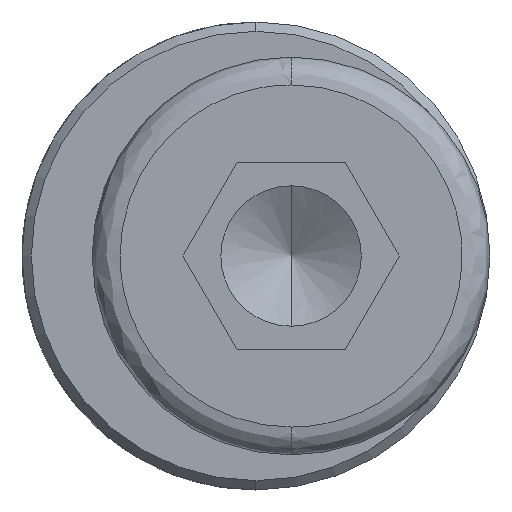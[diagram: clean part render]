
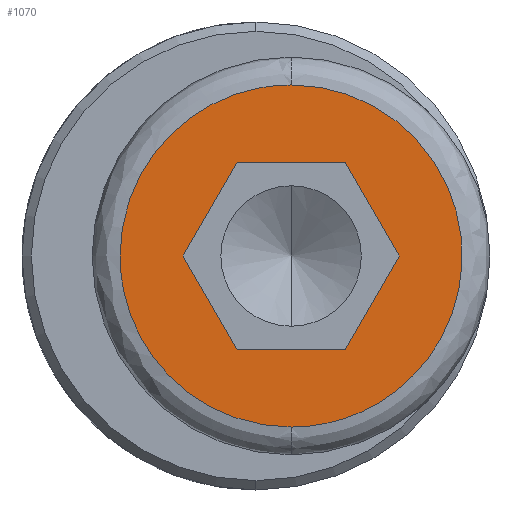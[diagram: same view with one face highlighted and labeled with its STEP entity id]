
A CAD part, left-side view. The second image highlights one B-rep face of the part: STEP entity #1070.
In plain terms, the highlighted planar face has unit normal (-1, 0, 0).
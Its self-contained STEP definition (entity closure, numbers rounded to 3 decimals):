
#7 = CARTESIAN_POINT ( 'NONE',  ( -5., -2.309, 0. ) ) ;
#28 = CARTESIAN_POINT ( 'NONE',  ( -5., -7.31, -3.655 ) ) ;
#64 = CARTESIAN_POINT ( 'NONE',  ( -5., 1.155, -2. ) ) ;
#73 = VERTEX_POINT ( 'NONE', #393 ) ;
#109 = EDGE_CURVE ( 'NONE', #1088, #73, #274, .T. ) ;
#123 = LINE ( 'NONE', #7, #949 ) ;
#140 = DIRECTION ( 'NONE',  ( 0., -1., 0. ) ) ;
#151 = ORIENTED_EDGE ( 'NONE', *, *, #993, .F. ) ;
#154 = CARTESIAN_POINT ( 'NONE',  ( -5., 0., 3.655 ) ) ;
#167 = EDGE_CURVE ( 'NONE', #762, #1027, #543, .T. ) ;
#260 =( BOUNDED_CURVE ( )  B_SPLINE_CURVE ( 3, ( #1189, #756, #477, #1183 ),
 .UNSPECIFIED., .F., .F. ) 
 B_SPLINE_CURVE_WITH_KNOTS ( ( 4, 4 ),
 ( 0., 1. ),
 .UNSPECIFIED. ) 
 CURVE ( )  GEOMETRIC_REPRESENTATION_ITEM ( )  RATIONAL_B_SPLINE_CURVE ( ( 1., 0.805, 0.805, 1. ) ) 
 REPRESENTATION_ITEM ( '' )  );
#273 = EDGE_CURVE ( 'NONE', #1381, #1088, #1135, .T. ) ;
#274 = LINE ( 'NONE', #514, #663 ) ;
#281 = DIRECTION ( 'NONE',  ( 0., -0.5, -0.866 ) ) ;
#304 = VERTEX_POINT ( 'NONE', #551 ) ;
#308 = ORIENTED_EDGE ( 'NONE', *, *, #273, .T. ) ;
#329 = VECTOR ( 'NONE', #1029, 1000. ) ;
#365 = FACE_BOUND ( 'NONE', #518, .T. ) ;
#374 = CARTESIAN_POINT ( 'NONE',  ( -5., 1.827, 0. ) ) ;
#393 = CARTESIAN_POINT ( 'NONE',  ( -5., -2.309, 0. ) ) ;
#411 = EDGE_LOOP ( 'NONE', ( #151, #1105, #910 ) ) ;
#413 = ORIENTED_EDGE ( 'NONE', *, *, #811, .T. ) ;
#440 = EDGE_CURVE ( 'NONE', #678, #1232, #502, .T. ) ;
#455 = CARTESIAN_POINT ( 'NONE',  ( -5., 0., 3.655 ) ) ;
#467 = LINE ( 'NONE', #558, #1373 ) ;
#477 = CARTESIAN_POINT ( 'NONE',  ( -5., 3.655, -2.141 ) ) ;
#481 = FACE_OUTER_BOUND ( 'NONE', #411, .T. ) ;
#502 = LINE ( 'NONE', #1445, #844 ) ;
#513 = AXIS2_PLACEMENT_3D ( 'NONE', #374, #1225, #140 ) ;
#514 = CARTESIAN_POINT ( 'NONE',  ( -5., -1.155, 2. ) ) ;
#518 = EDGE_LOOP ( 'NONE', ( #1338, #308, #1464, #413, #1223, #1201 ) ) ;
#534 = CARTESIAN_POINT ( 'NONE',  ( -5., 1.827, 2. ) ) ;
#543 =( BOUNDED_CURVE ( )  B_SPLINE_CURVE ( 3, ( #154, #750, #28, #1458 ),
 .UNSPECIFIED., .F., .F. ) 
 B_SPLINE_CURVE_WITH_KNOTS ( ( 4, 4 ),
 ( 0., 1. ),
 .UNSPECIFIED. ) 
 CURVE ( )  GEOMETRIC_REPRESENTATION_ITEM ( )  RATIONAL_B_SPLINE_CURVE ( ( 1., 0.333, 0.333, 1. ) ) 
 REPRESENTATION_ITEM ( '' )  );
#551 = CARTESIAN_POINT ( 'NONE',  ( -5., 3.655, 0. ) ) ;
#558 = CARTESIAN_POINT ( 'NONE',  ( -5., 2.309, 0. ) ) ;
#563 = DIRECTION ( 'NONE',  ( 0., 0.5, 0.866 ) ) ;
#564 = VECTOR ( 'NONE', #563, 1000. ) ;
#633 = EDGE_CURVE ( 'NONE', #976, #1381, #467, .T. ) ;
#640 = EDGE_CURVE ( 'NONE', #304, #762, #651, .T. ) ;
#651 =( BOUNDED_CURVE ( )  B_SPLINE_CURVE ( 3, ( #1292, #824, #945, #1169 ),
 .UNSPECIFIED., .F., .F. ) 
 B_SPLINE_CURVE_WITH_KNOTS ( ( 4, 4 ),
 ( 0., 1. ),
 .UNSPECIFIED. ) 
 CURVE ( )  GEOMETRIC_REPRESENTATION_ITEM ( )  RATIONAL_B_SPLINE_CURVE ( ( 1., 0.805, 0.805, 1. ) ) 
 REPRESENTATION_ITEM ( '' )  );
#663 = VECTOR ( 'NONE', #281, 1000. ) ;
#678 = VERTEX_POINT ( 'NONE', #1395 ) ;
#707 = DIRECTION ( 'NONE',  ( 0., -0.5, 0.866 ) ) ;
#750 = CARTESIAN_POINT ( 'NONE',  ( -5., -7.31, 3.655 ) ) ;
#756 = CARTESIAN_POINT ( 'NONE',  ( -5., 2.141, -3.655 ) ) ;
#762 = VERTEX_POINT ( 'NONE', #455 ) ;
#811 = EDGE_CURVE ( 'NONE', #73, #678, #123, .T. ) ;
#824 = CARTESIAN_POINT ( 'NONE',  ( -5., 3.655, 2.141 ) ) ;
#842 = DIRECTION ( 'NONE',  ( 0., 1., 0. ) ) ;
#844 = VECTOR ( 'NONE', #842, 1000. ) ;
#907 = CARTESIAN_POINT ( 'NONE',  ( -5., 1.155, 2. ) ) ;
#910 = ORIENTED_EDGE ( 'NONE', *, *, #640, .F. ) ;
#945 = CARTESIAN_POINT ( 'NONE',  ( -5., 2.141, 3.655 ) ) ;
#949 = VECTOR ( 'NONE', #959, 1000. ) ;
#953 = PLANE ( 'NONE',  #513 ) ;
#959 = DIRECTION ( 'NONE',  ( 0., 0.5, -0.866 ) ) ;
#976 = VERTEX_POINT ( 'NONE', #1411 ) ;
#993 = EDGE_CURVE ( 'NONE', #1027, #304, #260, .T. ) ;
#1027 = VERTEX_POINT ( 'NONE', #1308 ) ;
#1029 = DIRECTION ( 'NONE',  ( 0., -1., 0. ) ) ;
#1070 = ADVANCED_FACE ( 'NONE', ( #481, #365 ), #953, .T. ) ;
#1083 = CARTESIAN_POINT ( 'NONE',  ( -5., -1.155, 2. ) ) ;
#1088 = VERTEX_POINT ( 'NONE', #1083 ) ;
#1105 = ORIENTED_EDGE ( 'NONE', *, *, #167, .F. ) ;
#1135 = LINE ( 'NONE', #534, #329 ) ;
#1169 = CARTESIAN_POINT ( 'NONE',  ( -5., 0., 3.655 ) ) ;
#1183 = CARTESIAN_POINT ( 'NONE',  ( -5., 3.655, 0. ) ) ;
#1189 = CARTESIAN_POINT ( 'NONE',  ( -5., 0., -3.655 ) ) ;
#1201 = ORIENTED_EDGE ( 'NONE', *, *, #1254, .T. ) ;
#1223 = ORIENTED_EDGE ( 'NONE', *, *, #440, .T. ) ;
#1225 = DIRECTION ( 'NONE',  ( -1., 0., 0. ) ) ;
#1232 = VERTEX_POINT ( 'NONE', #64 ) ;
#1254 = EDGE_CURVE ( 'NONE', #1232, #976, #1382, .T. ) ;
#1292 = CARTESIAN_POINT ( 'NONE',  ( -5., 3.655, 0. ) ) ;
#1308 = CARTESIAN_POINT ( 'NONE',  ( -5., 0., -3.655 ) ) ;
#1338 = ORIENTED_EDGE ( 'NONE', *, *, #633, .T. ) ;
#1373 = VECTOR ( 'NONE', #707, 1000. ) ;
#1381 = VERTEX_POINT ( 'NONE', #907 ) ;
#1382 = LINE ( 'NONE', #1481, #564 ) ;
#1395 = CARTESIAN_POINT ( 'NONE',  ( -5., -1.155, -2. ) ) ;
#1411 = CARTESIAN_POINT ( 'NONE',  ( -5., 2.309, 0. ) ) ;
#1445 = CARTESIAN_POINT ( 'NONE',  ( -5., 1.827, -2. ) ) ;
#1458 = CARTESIAN_POINT ( 'NONE',  ( -5., 0., -3.655 ) ) ;
#1464 = ORIENTED_EDGE ( 'NONE', *, *, #109, .T. ) ;
#1481 = CARTESIAN_POINT ( 'NONE',  ( -5., 1.155, -2. ) ) ;
